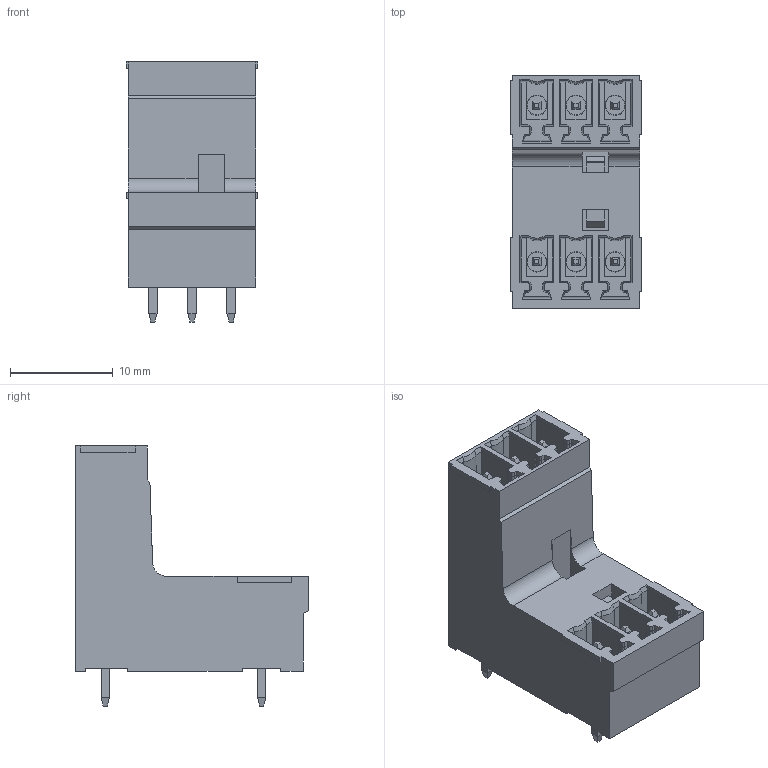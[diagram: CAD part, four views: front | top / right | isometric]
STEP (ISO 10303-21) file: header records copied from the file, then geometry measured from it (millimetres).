
FILE_DESCRIPTION((''),'2;1');
FILE_NAME('WJ15EDGVT-381-03P','2017-03-15T',('QZY'),(''),'CREO PARAMETRIC BY PTC INC, 2014440','CREO PARAMETRIC BY PTC INC, 2014440','');
FILE_SCHEMA(('CONFIG_CONTROL_DESIGN'));
Length unit declared in the file: millimetre
Products named in the file (1): WJ15EDGVT-381-03P
Bounding box: 12.82 x 22.7 x 25.35 mm (x, y, z)
Volume: 2650.4 mm3; surface area: 3400.7 mm2
Topology: 1 solids, 1 shells, 581 faces, 1473 edges, 920 vertices
Faces by surface type: plane 497, bspline 48, cone 24, cylinder 12
Entity records: 18052 total; most frequent: CARTESIAN_POINT 4126, ORIENTED_EDGE 2946, DIRECTION 2665, EDGE_CURVE 1473, VECTOR 1335, LINE 1335, VERTEX_POINT 920, AXIS2_PLACEMENT_3D 665
